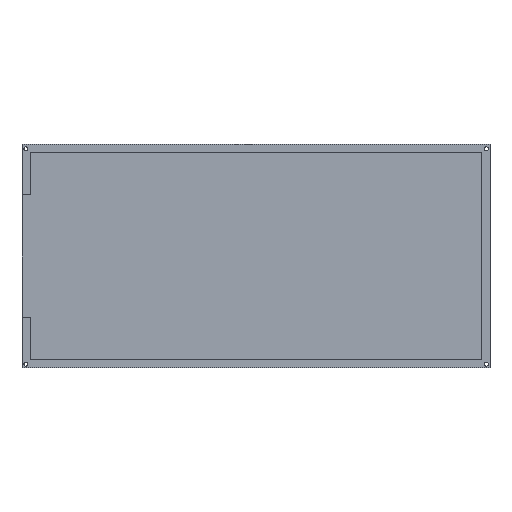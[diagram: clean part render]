
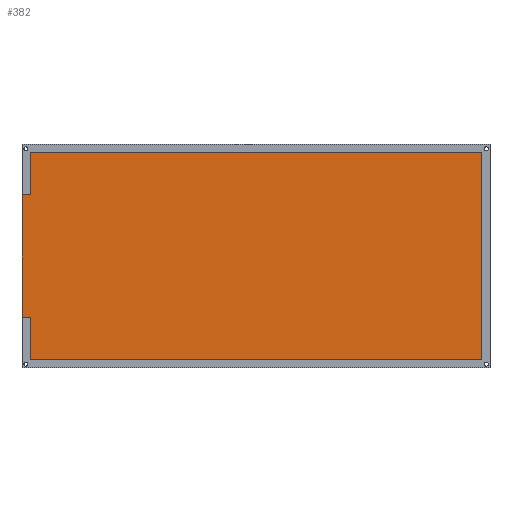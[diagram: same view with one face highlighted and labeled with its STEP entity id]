
A CAD part, front view. The second image highlights one B-rep face of the part: STEP entity #382.
In plain terms, the highlighted planar face has unit normal (0, -1, 0).
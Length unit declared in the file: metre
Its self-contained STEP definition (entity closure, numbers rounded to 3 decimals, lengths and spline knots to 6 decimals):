
#52=ORIENTED_EDGE('',*,*,#148,.F.);
#53=ORIENTED_EDGE('',*,*,#149,.F.);
#54=ORIENTED_EDGE('',*,*,#150,.F.);
#55=ORIENTED_EDGE('',*,*,#151,.F.);
#56=ORIENTED_EDGE('',*,*,#152,.F.);
#57=ORIENTED_EDGE('',*,*,#153,.T.);
#58=ORIENTED_EDGE('',*,*,#154,.T.);
#59=ORIENTED_EDGE('',*,*,#155,.F.);
#60=ORIENTED_EDGE('',*,*,#156,.T.);
#61=ORIENTED_EDGE('',*,*,#127,.T.);
#127=EDGE_CURVE('',#178,#177,#213,.T.);
#148=EDGE_CURVE('',#194,#177,#226,.T.);
#149=EDGE_CURVE('',#195,#194,#227,.T.);
#150=EDGE_CURVE('',#196,#195,#228,.T.);
#151=EDGE_CURVE('',#197,#196,#229,.T.);
#152=EDGE_CURVE('',#198,#197,#230,.T.);
#153=EDGE_CURVE('',#198,#199,#231,.T.);
#154=EDGE_CURVE('',#199,#200,#232,.T.);
#155=EDGE_CURVE('',#201,#200,#233,.T.);
#156=EDGE_CURVE('',#201,#178,#234,.T.);
#177=VERTEX_POINT('',#543);
#178=VERTEX_POINT('',#545);
#194=VERTEX_POINT('',#590);
#195=VERTEX_POINT('',#592);
#196=VERTEX_POINT('',#594);
#197=VERTEX_POINT('',#596);
#198=VERTEX_POINT('',#598);
#199=VERTEX_POINT('',#600);
#200=VERTEX_POINT('',#602);
#201=VERTEX_POINT('',#604);
#213=LINE('',#544,#255);
#226=LINE('',#589,#268);
#227=LINE('',#591,#269);
#228=LINE('',#593,#270);
#229=LINE('',#595,#271);
#230=LINE('',#597,#272);
#231=LINE('',#599,#273);
#232=LINE('',#601,#274);
#233=LINE('',#603,#275);
#234=LINE('',#605,#276);
#255=VECTOR('',#442,1.);
#268=VECTOR('',#487,1.);
#269=VECTOR('',#488,1.);
#270=VECTOR('',#489,1.);
#271=VECTOR('',#490,1.);
#272=VECTOR('',#491,1.);
#273=VECTOR('',#492,1.);
#274=VECTOR('',#493,1.);
#275=VECTOR('',#494,1.);
#276=VECTOR('',#495,1.);
#306=EDGE_LOOP('',(#52,#53,#54,#55,#56,#57,#58,#59,#60,#61));
#338=FACE_BOUND('',#306,.T.);
#362=PLANE('',#423);
#382=ADVANCED_FACE('',(#338),#362,.T.);
#423=AXIS2_PLACEMENT_3D('',#588,#485,#486);
#442=DIRECTION('',(0.,0.,-1.));
#485=DIRECTION('',(0.,-1.,0.));
#486=DIRECTION('',(1.,0.,0.));
#487=DIRECTION('',(-1.,0.,0.));
#488=DIRECTION('',(0.,0.,1.));
#489=DIRECTION('',(-1.,0.,0.));
#490=DIRECTION('',(0.,0.,1.));
#491=DIRECTION('',(-1.,0.,0.));
#492=DIRECTION('',(0.,0.,1.));
#493=DIRECTION('',(-1.,0.,0.));
#494=DIRECTION('',(0.,0.,1.));
#495=DIRECTION('',(-1.,0.,0.));
#543=CARTESIAN_POINT('',(-0.054261,-0.001,-0.012902));
#544=CARTESIAN_POINT('',(-0.054261,-0.001,0.023348));
#545=CARTESIAN_POINT('',(-0.054261,-0.001,0.017098));
#588=CARTESIAN_POINT('',(0.003239,-0.001,0.002098));
#589=CARTESIAN_POINT('',(0.003239,-0.001,-0.012902));
#590=CARTESIAN_POINT('',(-0.052261,-0.001,-0.012902));
#591=CARTESIAN_POINT('',(-0.052261,-0.001,0.002098));
#592=CARTESIAN_POINT('',(-0.052261,-0.001,-0.023402));
#593=CARTESIAN_POINT('',(0.003239,-0.001,-0.023402));
#594=CARTESIAN_POINT('',(0.055739,-0.001,-0.023402));
#595=CARTESIAN_POINT('',(0.055739,-0.001,0.002098));
#596=CARTESIAN_POINT('',(0.055739,-0.001,-0.023409));
#597=CARTESIAN_POINT('',(0.003239,-0.001,-0.023409));
#598=CARTESIAN_POINT('',(0.058739,-0.001,-0.023409));
#599=CARTESIAN_POINT('',(0.058739,-0.001,0.002098));
#600=CARTESIAN_POINT('',(0.058739,-0.001,0.027598));
#601=CARTESIAN_POINT('',(0.003239,-0.001,0.027598));
#602=CARTESIAN_POINT('',(-0.052261,-0.001,0.027598));
#603=CARTESIAN_POINT('',(-0.052261,-0.001,0.002098));
#604=CARTESIAN_POINT('',(-0.052261,-0.001,0.017098));
#605=CARTESIAN_POINT('',(0.003239,-0.001,0.017098));
